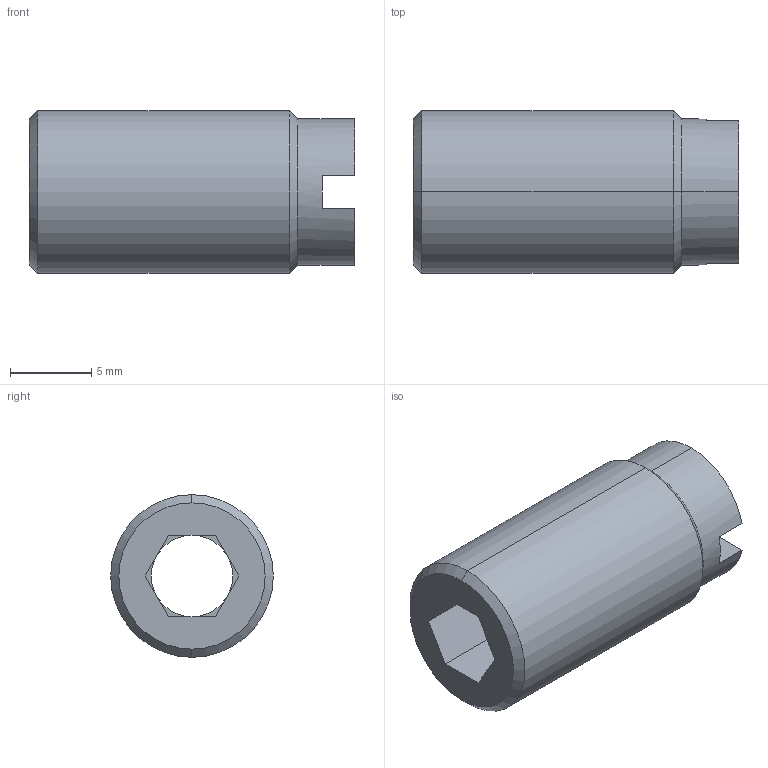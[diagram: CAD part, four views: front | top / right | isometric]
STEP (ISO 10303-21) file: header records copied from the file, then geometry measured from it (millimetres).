
FILE_DESCRIPTION (( 'STEP AP214' ), '1' );
FILE_NAME ('ERU.AN4.K01.020.STEP', '2021-03-31T12:42:15', ( '' ), ( '' ), 'SwSTEP 2.0', 'SolidWorks 2017', '' );
FILE_SCHEMA (( 'AUTOMOTIVE_DESIGN' ));
Length unit declared in the file: millimetre
Products named in the file (1): ERU.AN4.K01.020
Bounding box: 20 x 10 x 10 mm (x, y, z)
Volume: 1079.2 mm3; surface area: 1048.9 mm2
Topology: 1 solids, 1 shells, 43 faces, 104 edges, 62 vertices
Faces by surface type: plane 33, cylinder 6, cone 4
Entity records: 1288 total; most frequent: DIRECTION 218, CARTESIAN_POINT 210, ORIENTED_EDGE 208, EDGE_CURVE 104, LINE 78, VECTOR 78, AXIS2_PLACEMENT_3D 70, VERTEX_POINT 62
